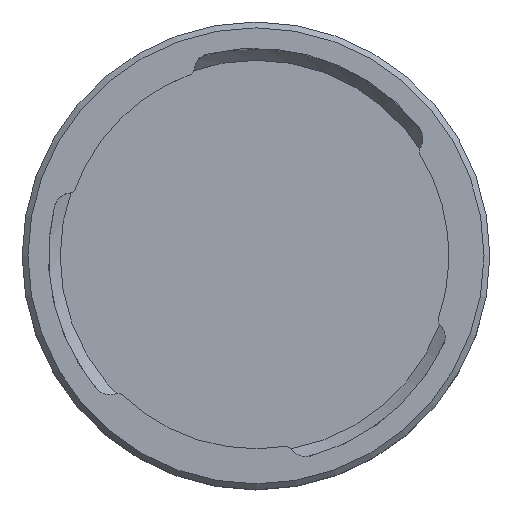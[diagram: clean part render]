
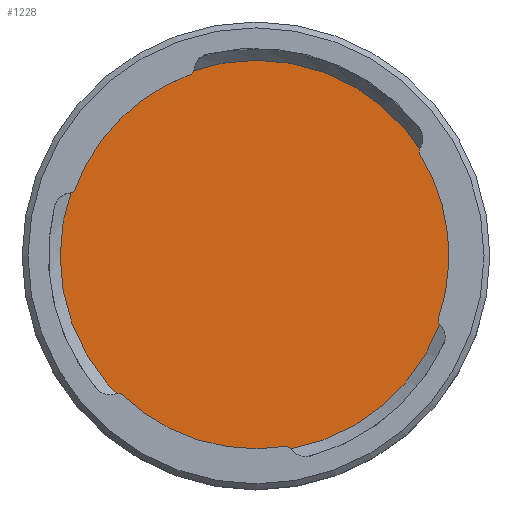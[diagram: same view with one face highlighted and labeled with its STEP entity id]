
A CAD part, top view. The second image highlights one B-rep face of the part: STEP entity #1228.
In plain terms, the highlighted planar face has unit normal (0, 0, 1).
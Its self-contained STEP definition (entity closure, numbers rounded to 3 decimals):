
#76=CIRCLE('',#1337,16.75);
#330=ORIENTED_EDGE('',*,*,#559,.T.);
#559=EDGE_CURVE('',#694,#694,#76,.T.);
#694=VERTEX_POINT('',#1997);
#1028=EDGE_LOOP('',(#330));
#1110=FACE_BOUND('',#1028,.T.);
#1171=PLANE('',#1336);
#1228=ADVANCED_FACE('',(#1110),#1171,.T.);
#1336=AXIS2_PLACEMENT_3D('',#1995,#1616,#1617);
#1337=AXIS2_PLACEMENT_3D('',#1996,#1618,#1619);
#1616=DIRECTION('',(0.,0.,1.));
#1617=DIRECTION('',(1.,0.,0.));
#1618=DIRECTION('',(0.,0.,1.));
#1619=DIRECTION('',(1.,0.,0.));
#1995=CARTESIAN_POINT('',(0.,0.,-9.75));
#1996=CARTESIAN_POINT('',(0.,0.,-9.75));
#1997=CARTESIAN_POINT('',(16.75,0.,-9.75));
